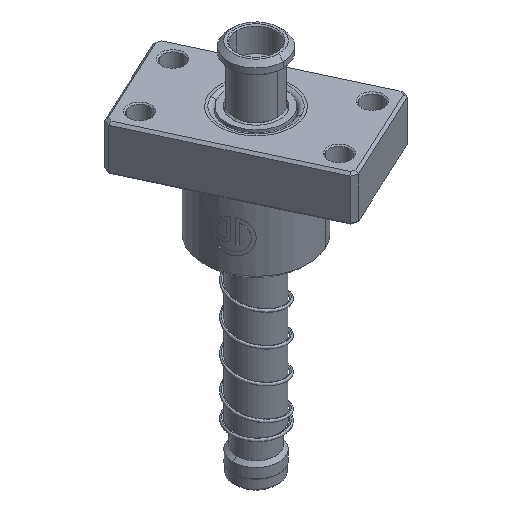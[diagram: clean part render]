
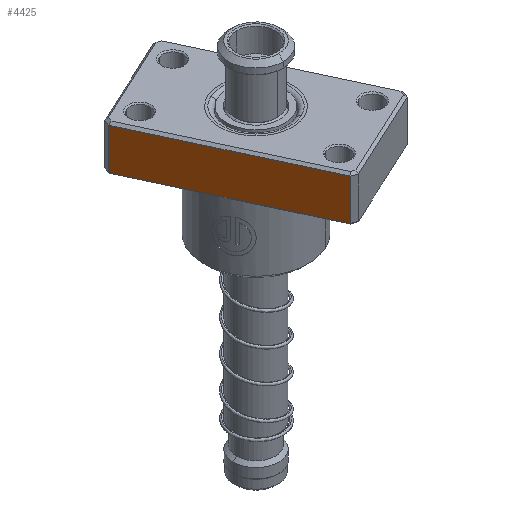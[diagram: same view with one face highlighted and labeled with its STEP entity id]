
A CAD part, isometric view. The second image highlights one B-rep face of the part: STEP entity #4425.
In plain terms, the highlighted face is planar.
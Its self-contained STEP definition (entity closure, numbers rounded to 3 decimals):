
#860 = DIRECTION ( 'NONE',  ( -1., 0., 0. ) ) ;
#1623 = CARTESIAN_POINT ( 'NONE',  ( -40., 24., 20. ) ) ;
#3554 = LINE ( 'NONE', #22563, #27648 ) ;
#3560 = VERTEX_POINT ( 'NONE', #15814 ) ;
#4425 = ADVANCED_FACE ( 'NONE', ( #8441 ), #34062, .F. ) ;
#8070 = VECTOR ( 'NONE', #9347, 1000. ) ;
#8261 = EDGE_CURVE ( 'NONE', #37161, #32203, #19803, .T. ) ;
#8441 = FACE_OUTER_BOUND ( 'NONE', #18748, .T. ) ;
#9347 = DIRECTION ( 'NONE',  ( 0., 0., -1. ) ) ;
#9547 = LINE ( 'NONE', #19423, #8070 ) ;
#10313 = DIRECTION ( 'NONE',  ( 0., 0., -1. ) ) ;
#10462 = ORIENTED_EDGE ( 'NONE', *, *, #39018, .T. ) ;
#11065 = ORIENTED_EDGE ( 'NONE', *, *, #20093, .T. ) ;
#11446 = ORIENTED_EDGE ( 'NONE', *, *, #23416, .T. ) ;
#15814 = CARTESIAN_POINT ( 'NONE',  ( 40., 24., 1. ) ) ;
#16879 = CARTESIAN_POINT ( 'NONE',  ( -40., 24., 1. ) ) ;
#16972 = VECTOR ( 'NONE', #10313, 1000. ) ;
#17961 = CARTESIAN_POINT ( 'NONE',  ( -40., 24., 20. ) ) ;
#18748 = EDGE_LOOP ( 'NONE', ( #10462, #11065, #18830, #11446 ) ) ;
#18830 = ORIENTED_EDGE ( 'NONE', *, *, #8261, .F. ) ;
#19423 = CARTESIAN_POINT ( 'NONE',  ( 40., 24., 20. ) ) ;
#19653 = LINE ( 'NONE', #32268, #36323 ) ;
#19803 = LINE ( 'NONE', #1623, #16972 ) ;
#20093 = EDGE_CURVE ( 'NONE', #3560, #32203, #19653, .T. ) ;
#21055 = DIRECTION ( 'NONE',  ( 0., -1., 0. ) ) ;
#21264 = DIRECTION ( 'NONE',  ( 0., 0., -1. ) ) ;
#22563 = CARTESIAN_POINT ( 'NONE',  ( 40., 24., 19. ) ) ;
#23416 = EDGE_CURVE ( 'NONE', #37161, #37056, #3554, .T. ) ;
#27648 = VECTOR ( 'NONE', #35169, 1000. ) ;
#30565 = CARTESIAN_POINT ( 'NONE',  ( 40., 24., 19. ) ) ;
#32203 = VERTEX_POINT ( 'NONE', #16879 ) ;
#32268 = CARTESIAN_POINT ( 'NONE',  ( -40., 24., 1. ) ) ;
#33101 = AXIS2_PLACEMENT_3D ( 'NONE', #17961, #21055, #21264 ) ;
#34062 = PLANE ( 'NONE',  #33101 ) ;
#35169 = DIRECTION ( 'NONE',  ( 1., 0., 0. ) ) ;
#36323 = VECTOR ( 'NONE', #860, 1000. ) ;
#37056 = VERTEX_POINT ( 'NONE', #30565 ) ;
#37161 = VERTEX_POINT ( 'NONE', #38198 ) ;
#38198 = CARTESIAN_POINT ( 'NONE',  ( -40., 24., 19. ) ) ;
#39018 = EDGE_CURVE ( 'NONE', #37056, #3560, #9547, .T. ) ;
